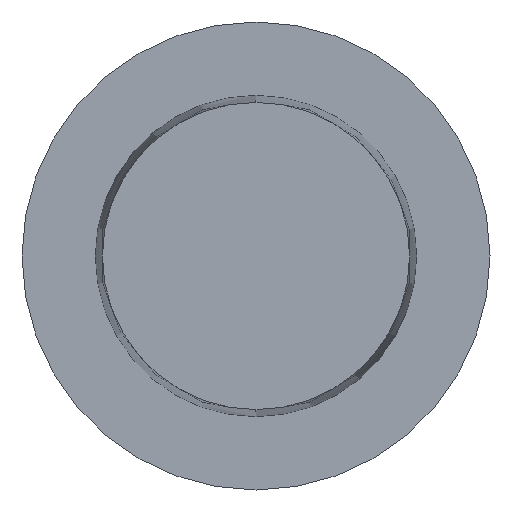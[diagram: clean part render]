
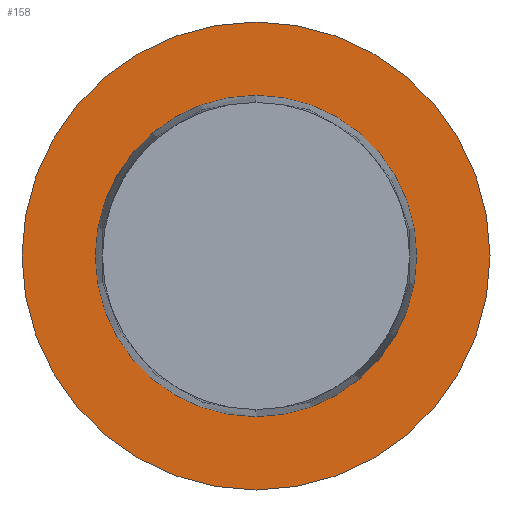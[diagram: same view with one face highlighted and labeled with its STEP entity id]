
A CAD part, left-side view. The second image highlights one B-rep face of the part: STEP entity #158.
In plain terms, the highlighted planar face has unit normal (-1, 0, 0).
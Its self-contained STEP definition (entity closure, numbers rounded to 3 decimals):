
#3 = FACE_BOUND ( 'NONE', #12, .T. ) ;
#8 = ORIENTED_EDGE ( 'NONE', *, *, #33, .T. ) ;
#12 = EDGE_LOOP ( 'NONE', ( #79, #8 ) ) ;
#20 = CARTESIAN_POINT ( 'NONE',  ( 0., 0., 0. ) ) ;
#27 = CIRCLE ( 'NONE', #66, 31.5 ) ;
#33 = EDGE_CURVE ( 'NONE', #40, #277, #94, .T. ) ;
#34 = DIRECTION ( 'NONE',  ( 1., 0., 0. ) ) ;
#40 = VERTEX_POINT ( 'NONE', #295 ) ;
#41 = CARTESIAN_POINT ( 'NONE',  ( 0., 0., 0. ) ) ;
#65 = DIRECTION ( 'NONE',  ( 0., 0., -1. ) ) ;
#66 = AXIS2_PLACEMENT_3D ( 'NONE', #41, #249, #65 ) ;
#69 = FACE_OUTER_BOUND ( 'NONE', #76, .T. ) ;
#75 = DIRECTION ( 'NONE',  ( 0., 0., -1. ) ) ;
#76 = EDGE_LOOP ( 'NONE', ( #195, #162 ) ) ;
#79 = ORIENTED_EDGE ( 'NONE', *, *, #310, .T. ) ;
#83 = VERTEX_POINT ( 'NONE', #236 ) ;
#94 = CIRCLE ( 'NONE', #110, 21.631 ) ;
#103 = CARTESIAN_POINT ( 'NONE',  ( 0., 0., 31.5 ) ) ;
#110 = AXIS2_PLACEMENT_3D ( 'NONE', #114, #116, #355 ) ;
#114 = CARTESIAN_POINT ( 'NONE',  ( 0., 0., 0. ) ) ;
#116 = DIRECTION ( 'NONE',  ( 1., 0., 0. ) ) ;
#119 = CIRCLE ( 'NONE', #121, 21.631 ) ;
#121 = AXIS2_PLACEMENT_3D ( 'NONE', #20, #347, #75 ) ;
#124 = CARTESIAN_POINT ( 'NONE',  ( 0., 31.5, 0. ) ) ;
#139 = AXIS2_PLACEMENT_3D ( 'NONE', #124, #244, #365 ) ;
#147 = EDGE_CURVE ( 'NONE', #239, #83, #199, .T. ) ;
#158 = ADVANCED_FACE ( 'NONE', ( #3, #69 ), #334, .T. ) ;
#162 = ORIENTED_EDGE ( 'NONE', *, *, #147, .F. ) ;
#190 = CARTESIAN_POINT ( 'NONE',  ( 0., 0., 0. ) ) ;
#195 = ORIENTED_EDGE ( 'NONE', *, *, #207, .F. ) ;
#199 = CIRCLE ( 'NONE', #246, 31.5 ) ;
#207 = EDGE_CURVE ( 'NONE', #83, #239, #27, .T. ) ;
#236 = CARTESIAN_POINT ( 'NONE',  ( 0., 0., -31.5 ) ) ;
#239 = VERTEX_POINT ( 'NONE', #103 ) ;
#244 = DIRECTION ( 'NONE',  ( -1., 0., 0. ) ) ;
#246 = AXIS2_PLACEMENT_3D ( 'NONE', #190, #34, #278 ) ;
#249 = DIRECTION ( 'NONE',  ( 1., 0., 0. ) ) ;
#262 = CARTESIAN_POINT ( 'NONE',  ( 0., 0., -21.631 ) ) ;
#277 = VERTEX_POINT ( 'NONE', #262 ) ;
#278 = DIRECTION ( 'NONE',  ( 0., 0., -1. ) ) ;
#295 = CARTESIAN_POINT ( 'NONE',  ( 0., 0., 21.631 ) ) ;
#310 = EDGE_CURVE ( 'NONE', #277, #40, #119, .T. ) ;
#334 = PLANE ( 'NONE',  #139 ) ;
#347 = DIRECTION ( 'NONE',  ( 1., 0., 0. ) ) ;
#355 = DIRECTION ( 'NONE',  ( 0., 0., -1. ) ) ;
#365 = DIRECTION ( 'NONE',  ( 0., 0., 1. ) ) ;
